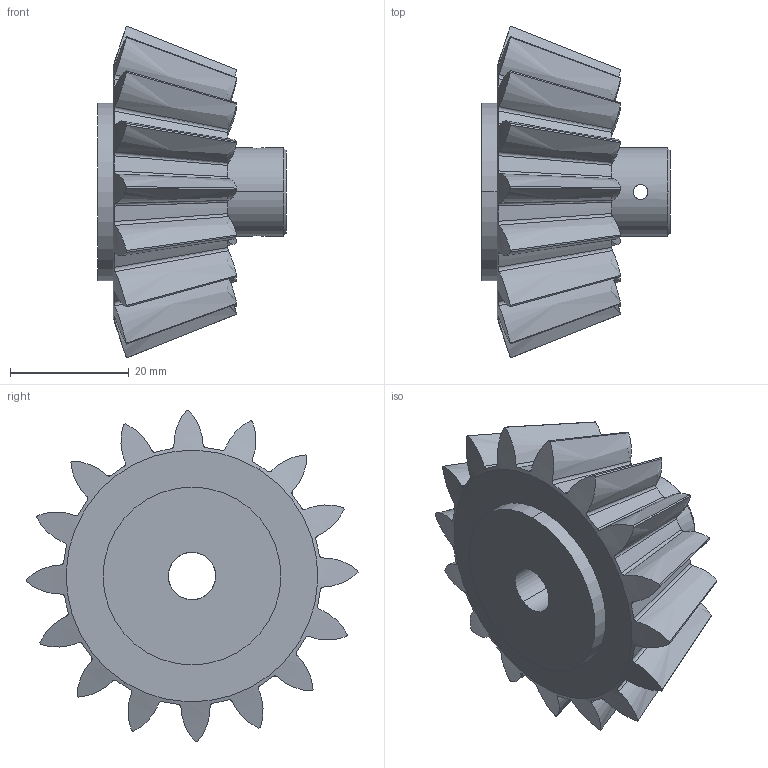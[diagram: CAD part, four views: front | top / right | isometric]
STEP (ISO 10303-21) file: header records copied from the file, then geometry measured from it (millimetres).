
FILE_DESCRIPTION (( 'STEP AP214' ), '1' );
FILE_NAME ('Bavel Pinion.STEP', '2021-11-14T13:45:40', ( '' ), ( '' ), 'SwSTEP 2.0', 'SolidWorks 2018', '' );
FILE_SCHEMA (( 'AUTOMOTIVE_DESIGN' ));
Length unit declared in the file: millimetre
Products named in the file (1): Bavel Pinion
Bounding box: 31.79 x 56.01 x 56.01 mm (x, y, z)
Volume: 29531.5 mm3; surface area: 9341.6 mm2
Topology: 1 solids, 1 shells, 118 faces, 342 edges, 228 vertices
Faces by surface type: bspline 80, cone 24, cylinder 10, plane 4
Entity records: 6789 total; most frequent: CARTESIAN_POINT 3165, ORIENTED_EDGE 684, EDGE_CURVE 342, DIRECTION 272, VERTEX_POINT 228, B_SPLINE_CURVE_WITH_KNOTS 204, EDGE_LOOP 126, ADVANCED_FACE 118
